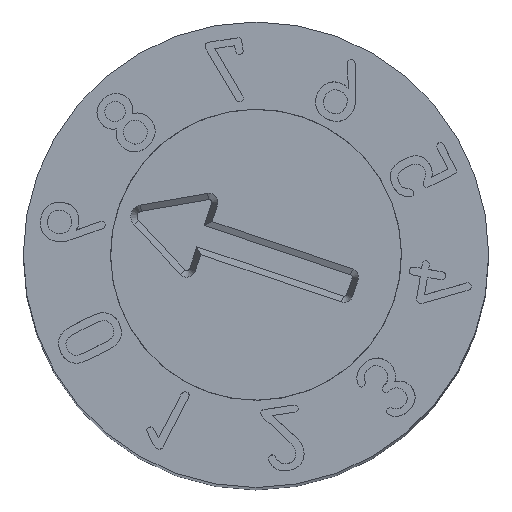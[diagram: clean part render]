
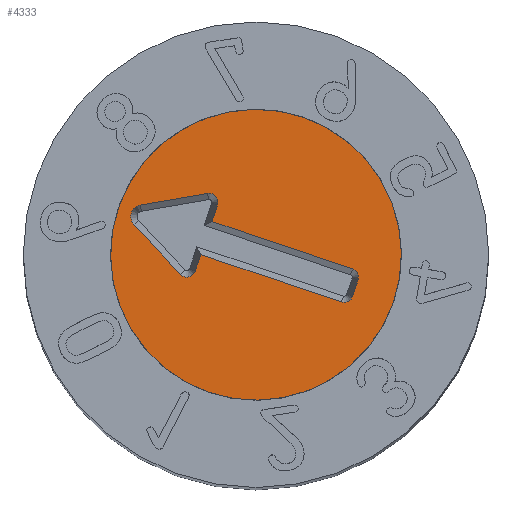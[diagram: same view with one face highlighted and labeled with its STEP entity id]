
A CAD part, top view. The second image highlights one B-rep face of the part: STEP entity #4333.
In plain terms, the highlighted planar face has unit normal (0, 0, 1).
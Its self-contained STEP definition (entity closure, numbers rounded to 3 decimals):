
#74=CIRCLE('',#4505,0.075);
#76=CIRCLE('',#4510,0.076);
#78=CIRCLE('',#4514,0.1);
#80=CIRCLE('',#4518,0.076);
#82=CIRCLE('',#4523,0.075);
#91=CIRCLE('',#4541,1.25);
#117=FACE_BOUND('',#686,.T.);
#191=PLANE('',#4542);
#427=FACE_OUTER_BOUND('',#685,.T.);
#685=EDGE_LOOP('',(#3928));
#686=EDGE_LOOP('',(#3929,#3930,#3931,#3932,#3933,#3934,#3935,#3936,#3937,
#3938,#3939,#3940));
#980=LINE('',#8253,#1298);
#983=LINE('',#8259,#1301);
#987=LINE('',#8271,#1305);
#991=LINE('',#8283,#1309);
#995=LINE('',#8295,#1313);
#998=LINE('',#8301,#1316);
#1002=LINE('',#8311,#1320);
#1298=VECTOR('',#5036,10.);
#1301=VECTOR('',#5041,10.);
#1305=VECTOR('',#5053,10.);
#1309=VECTOR('',#5065,10.);
#1313=VECTOR('',#5077,10.);
#1316=VECTOR('',#5082,10.);
#1320=VECTOR('',#5094,10.);
#2000=VERTEX_POINT('',#8244);
#2001=VERTEX_POINT('',#8246);
#2003=VERTEX_POINT('',#8252);
#2005=VERTEX_POINT('',#8258);
#2007=VERTEX_POINT('',#8264);
#2009=VERTEX_POINT('',#8270);
#2011=VERTEX_POINT('',#8276);
#2013=VERTEX_POINT('',#8282);
#2015=VERTEX_POINT('',#8288);
#2017=VERTEX_POINT('',#8294);
#2019=VERTEX_POINT('',#8300);
#2021=VERTEX_POINT('',#8306);
#2029=VERTEX_POINT('',#8338);
#2621=EDGE_CURVE('',#2001,#2000,#74,.T.);
#2624=EDGE_CURVE('',#2003,#2001,#980,.T.);
#2627=EDGE_CURVE('',#2005,#2003,#983,.T.);
#2630=EDGE_CURVE('',#2007,#2005,#76,.T.);
#2633=EDGE_CURVE('',#2009,#2007,#987,.T.);
#2636=EDGE_CURVE('',#2011,#2009,#78,.T.);
#2639=EDGE_CURVE('',#2013,#2011,#991,.T.);
#2642=EDGE_CURVE('',#2015,#2013,#80,.T.);
#2645=EDGE_CURVE('',#2017,#2015,#995,.T.);
#2648=EDGE_CURVE('',#2019,#2017,#998,.T.);
#2651=EDGE_CURVE('',#2021,#2019,#82,.T.);
#2654=EDGE_CURVE('',#2000,#2021,#1002,.T.);
#2666=EDGE_CURVE('',#2029,#2029,#91,.T.);
#3928=ORIENTED_EDGE('',*,*,#2666,.F.);
#3929=ORIENTED_EDGE('',*,*,#2621,.T.);
#3930=ORIENTED_EDGE('',*,*,#2654,.T.);
#3931=ORIENTED_EDGE('',*,*,#2651,.T.);
#3932=ORIENTED_EDGE('',*,*,#2648,.T.);
#3933=ORIENTED_EDGE('',*,*,#2645,.T.);
#3934=ORIENTED_EDGE('',*,*,#2642,.T.);
#3935=ORIENTED_EDGE('',*,*,#2639,.T.);
#3936=ORIENTED_EDGE('',*,*,#2636,.T.);
#3937=ORIENTED_EDGE('',*,*,#2633,.T.);
#3938=ORIENTED_EDGE('',*,*,#2630,.T.);
#3939=ORIENTED_EDGE('',*,*,#2627,.T.);
#3940=ORIENTED_EDGE('',*,*,#2624,.T.);
#4333=ADVANCED_FACE('',(#427,#117),#191,.F.);
#4505=AXIS2_PLACEMENT_3D('',#8247,#5030,#5031);
#4510=AXIS2_PLACEMENT_3D('',#8265,#5047,#5048);
#4514=AXIS2_PLACEMENT_3D('',#8277,#5059,#5060);
#4518=AXIS2_PLACEMENT_3D('',#8289,#5071,#5072);
#4523=AXIS2_PLACEMENT_3D('',#8307,#5088,#5089);
#4541=AXIS2_PLACEMENT_3D('',#8339,#5130,#5131);
#4542=AXIS2_PLACEMENT_3D('',#8341,#5133,#5134);
#5030=DIRECTION('center_axis',(0.,0.,-1.));
#5031=DIRECTION('ref_axis',(0.,-1.,0.));
#5036=DIRECTION('',(0.,1.,0.));
#5041=DIRECTION('',(1.,0.,0.));
#5047=DIRECTION('center_axis',(0.,0.,-1.));
#5048=DIRECTION('ref_axis',(0.,-1.,0.));
#5053=DIRECTION('',(-0.476,0.88,0.));
#5059=DIRECTION('center_axis',(0.,0.,-1.));
#5060=DIRECTION('ref_axis',(0.88,0.476,0.));
#5065=DIRECTION('',(-0.476,-0.88,0.));
#5071=DIRECTION('center_axis',(0.,0.,-1.));
#5072=DIRECTION('ref_axis',(-0.88,0.476,0.));
#5077=DIRECTION('',(1.,0.,0.));
#5082=DIRECTION('',(0.,-1.,0.));
#5088=DIRECTION('center_axis',(0.,0.,-1.));
#5089=DIRECTION('ref_axis',(-1.,0.,0.));
#5094=DIRECTION('',(1.,0.,0.));
#5130=DIRECTION('center_axis',(0.,0.,-1.));
#5131=DIRECTION('ref_axis',(-1.,0.,0.));
#5133=DIRECTION('center_axis',(0.,0.,-1.));
#5134=DIRECTION('ref_axis',(-1.,0.,0.));
#8244=CARTESIAN_POINT('',(-0.075,0.9,2.3));
#8246=CARTESIAN_POINT('',(-0.15,0.825,2.3));
#8247=CARTESIAN_POINT('Origin',(-0.075,0.825,2.3));
#8252=CARTESIAN_POINT('',(-0.15,-0.45,2.3));
#8253=CARTESIAN_POINT('',(-0.15,0.413,2.3));
#8258=CARTESIAN_POINT('',(-0.3,-0.45,2.3));
#8259=CARTESIAN_POINT('',(-0.075,-0.45,2.3));
#8264=CARTESIAN_POINT('',(-0.367,-0.562,2.3));
#8265=CARTESIAN_POINT('Origin',(-0.3,-0.526,2.3));
#8270=CARTESIAN_POINT('',(-0.088,-1.077,2.3));
#8271=CARTESIAN_POINT('',(-0.443,-0.421,2.3));
#8276=CARTESIAN_POINT('',(0.088,-1.077,2.3));
#8277=CARTESIAN_POINT('Origin',(0.,-1.03,
2.3));
#8282=CARTESIAN_POINT('',(0.367,-0.562,2.3));
#8283=CARTESIAN_POINT('',(0.303,-0.679,2.3));
#8288=CARTESIAN_POINT('',(0.3,-0.45,2.3));
#8289=CARTESIAN_POINT('Origin',(0.3,-0.526,2.3));
#8294=CARTESIAN_POINT('',(0.15,-0.45,2.3));
#8295=CARTESIAN_POINT('',(0.15,-0.45,2.3));
#8300=CARTESIAN_POINT('',(0.15,0.825,2.3));
#8301=CARTESIAN_POINT('',(0.15,-0.225,2.3));
#8306=CARTESIAN_POINT('',(0.075,0.9,2.3));
#8307=CARTESIAN_POINT('Origin',(0.075,0.825,2.3));
#8311=CARTESIAN_POINT('',(0.,0.9,2.3));
#8338=CARTESIAN_POINT('',(1.25,0.,2.3));
#8339=CARTESIAN_POINT('Origin',(0.,0.,2.3));
#8341=CARTESIAN_POINT('Origin',(0.,0.,2.3));
